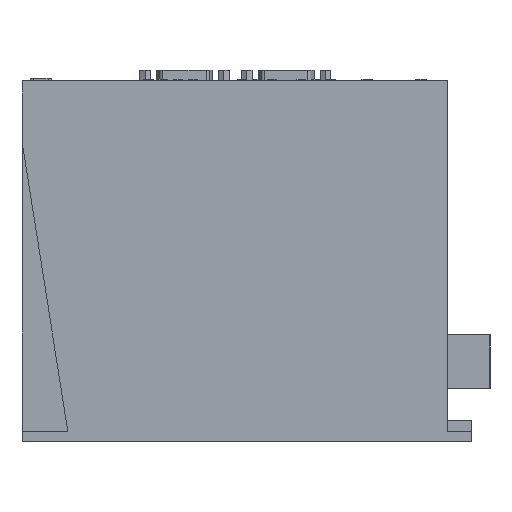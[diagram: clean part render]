
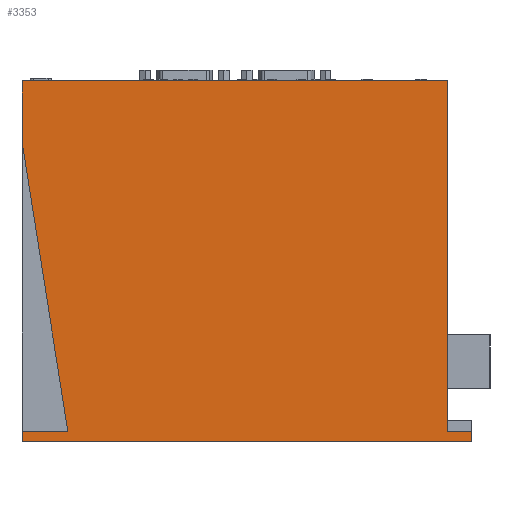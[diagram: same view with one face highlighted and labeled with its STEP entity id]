
A CAD part, left-side view. The second image highlights one B-rep face of the part: STEP entity #3353.
In plain terms, the highlighted planar face has unit normal (-1, 0, 0).
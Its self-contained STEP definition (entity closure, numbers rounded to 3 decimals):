
#16806 = LINE ( 'NONE', #16807, #16808 ) ;
#16807 = CARTESIAN_POINT ( 'NONE',  ( -45., 84., -63.5 ) ) ;
#16808 = VECTOR ( 'NONE', #16809, 1000. ) ;
#16809 = DIRECTION ( 'NONE',  ( 0., 1., 0. ) ) ;
#765 = VERTEX_POINT ( 'NONE', #4872 ) ;
#17364 = VERTEX_POINT ( 'NONE', #22426 ) ;
#1663 = EDGE_CURVE ( 'NONE', #1934, #765, #6581, .T. ) ;
#18262 = EDGE_CURVE ( 'NONE', #18530, #17364, #23543, .T. ) ;
#1934 = VERTEX_POINT ( 'NONE', #7360 ) ;
#18340 = LINE ( 'NONE', #18341, #18342 ) ;
#18341 = CARTESIAN_POINT ( 'NONE',  ( -45., 84., 67.5 ) ) ;
#18342 = VECTOR ( 'NONE', #18343, 1000. ) ;
#18343 = DIRECTION ( 'NONE',  ( 0., -1., 0. ) ) ;
#18530 = VERTEX_POINT ( 'NONE', #23892 ) ;
#3353 = ADVANCED_FACE ( 'NONE', ( #8625 ), #8626, .F. ) ;
#4776 = LINE ( 'NONE', #4777, #4778 ) ;
#4777 = CARTESIAN_POINT ( 'NONE',  ( -45., -75., 67.5 ) ) ;
#4778 = VECTOR ( 'NONE', #4779, 1000. ) ;
#4779 = DIRECTION ( 'NONE',  ( 0., 0., -1. ) ) ;
#4867 = ORIENTED_EDGE ( 'NONE', *, *, #18262, .T. ) ;
#4872 = CARTESIAN_POINT ( 'NONE',  ( -45., 84., -67.5 ) ) ;
#5234 = CARTESIAN_POINT ( 'NONE',  ( -45., -75., -63.5 ) ) ;
#5851 = ORIENTED_EDGE ( 'NONE', *, *, #6495, .F. ) ;
#22426 = CARTESIAN_POINT ( 'NONE',  ( -45., 84., 44.748 ) ) ;
#6495 = EDGE_CURVE ( 'NONE', #6946, #17364, #10740, .T. ) ;
#6581 = LINE ( 'NONE', #6582, #6583 ) ;
#6582 = CARTESIAN_POINT ( 'NONE',  ( -45., 84., 67.5 ) ) ;
#6583 = VECTOR ( 'NONE', #6584, 1000. ) ;
#6584 = DIRECTION ( 'NONE',  ( 0., 0., -1. ) ) ;
#22976 = EDGE_CURVE ( 'NONE', #9616, #23242, #4776, .T. ) ;
#23242 = VERTEX_POINT ( 'NONE', #5234 ) ;
#6946 = VERTEX_POINT ( 'NONE', #11117 ) ;
#23543 = LINE ( 'NONE', #23544, #23545 ) ;
#23544 = CARTESIAN_POINT ( 'NONE',  ( -45., 84., 67.5 ) ) ;
#23545 = VECTOR ( 'NONE', #23546, 1000. ) ;
#23546 = DIRECTION ( 'NONE',  ( 0., 0., -1. ) ) ;
#7245 = EDGE_LOOP ( 'NONE', ( #4867, #5851, #7853, #8829, #9399, #10716, #11884, #12824, #13402 ) ) ;
#7360 = CARTESIAN_POINT ( 'NONE',  ( -45., 84., -63.5 ) ) ;
#23892 = CARTESIAN_POINT ( 'NONE',  ( -45., 84., 67.5 ) ) ;
#7853 = ORIENTED_EDGE ( 'NONE', *, *, #8271, .F. ) ;
#8271 = EDGE_CURVE ( 'NONE', #1934, #6946, #12312, .T. ) ;
#8625 = FACE_OUTER_BOUND ( 'NONE', #7245, .T. ) ;
#8626 = PLANE ( 'NONE',  #8627 ) ;
#8627 = AXIS2_PLACEMENT_3D ( 'NONE', #8628, #8629, #8630 ) ;
#8628 = CARTESIAN_POINT ( 'NONE',  ( -45., 84., 67.5 ) ) ;
#8629 = DIRECTION ( 'NONE',  ( 1., 0., 0. ) ) ;
#8630 = DIRECTION ( 'NONE',  ( 0., 1., 0. ) ) ;
#8829 = ORIENTED_EDGE ( 'NONE', *, *, #1663, .T. ) ;
#9399 = ORIENTED_EDGE ( 'NONE', *, *, #9772, .T. ) ;
#9616 = VERTEX_POINT ( 'NONE', #13871 ) ;
#9772 = EDGE_CURVE ( 'NONE', #765, #10032, #13977, .T. ) ;
#10032 = VERTEX_POINT ( 'NONE', #14251 ) ;
#10716 = ORIENTED_EDGE ( 'NONE', *, *, #11089, .F. ) ;
#10740 = LINE ( 'NONE', #10741, #10742 ) ;
#10741 = CARTESIAN_POINT ( 'NONE',  ( -45., 84., 44.748 ) ) ;
#10742 = VECTOR ( 'NONE', #10743, 1000. ) ;
#10743 = DIRECTION ( 'NONE',  ( 0., 0.156, 0.988 ) ) ;
#11089 = EDGE_CURVE ( 'NONE', #11353, #10032, #15354, .T. ) ;
#11117 = CARTESIAN_POINT ( 'NONE',  ( -45., 66.855, -63.5 ) ) ;
#11353 = VERTEX_POINT ( 'NONE', #15628 ) ;
#11884 = ORIENTED_EDGE ( 'NONE', *, *, #12257, .T. ) ;
#12257 = EDGE_CURVE ( 'NONE', #11353, #23242, #16806, .T. ) ;
#12312 = LINE ( 'NONE', #12313, #12314 ) ;
#12313 = CARTESIAN_POINT ( 'NONE',  ( -45., 66.855, -63.5 ) ) ;
#12314 = VECTOR ( 'NONE', #12315, 1000. ) ;
#12315 = DIRECTION ( 'NONE',  ( 0., -1., 0. ) ) ;
#12824 = ORIENTED_EDGE ( 'NONE', *, *, #22976, .F. ) ;
#13402 = ORIENTED_EDGE ( 'NONE', *, *, #13773, .F. ) ;
#13773 = EDGE_CURVE ( 'NONE', #18530, #9616, #18340, .T. ) ;
#13871 = CARTESIAN_POINT ( 'NONE',  ( -45., -75., 67.5 ) ) ;
#13977 = LINE ( 'NONE', #13978, #13979 ) ;
#13978 = CARTESIAN_POINT ( 'NONE',  ( -45., 84., -67.5 ) ) ;
#13979 = VECTOR ( 'NONE', #13980, 1000. ) ;
#13980 = DIRECTION ( 'NONE',  ( 0., -1., 0. ) ) ;
#14251 = CARTESIAN_POINT ( 'NONE',  ( -45., -84., -67.5 ) ) ;
#15354 = LINE ( 'NONE', #15355, #15356 ) ;
#15355 = CARTESIAN_POINT ( 'NONE',  ( -45., -84., -63.5 ) ) ;
#15356 = VECTOR ( 'NONE', #15357, 1000. ) ;
#15357 = DIRECTION ( 'NONE',  ( 0., 0., -1. ) ) ;
#15628 = CARTESIAN_POINT ( 'NONE',  ( -45., -84., -63.5 ) ) ;
